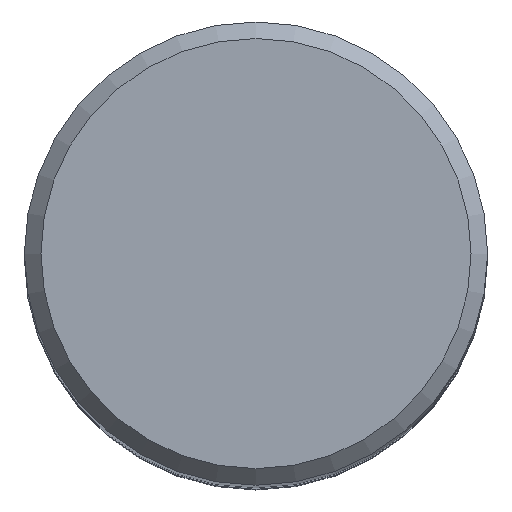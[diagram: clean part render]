
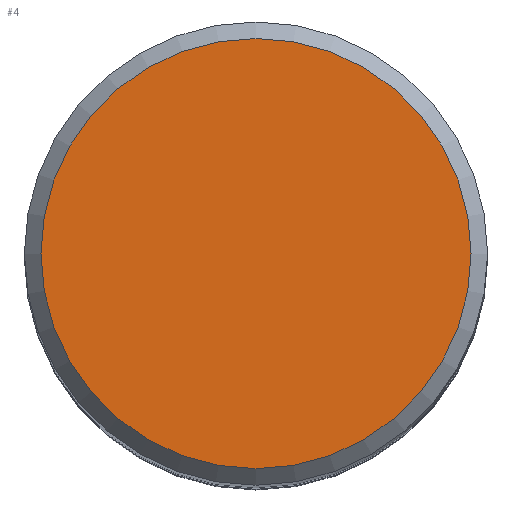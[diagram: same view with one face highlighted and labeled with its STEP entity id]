
A CAD part, top view. The second image highlights one B-rep face of the part: STEP entity #4.
In plain terms, the highlighted planar face has unit normal (0, 0, 1).
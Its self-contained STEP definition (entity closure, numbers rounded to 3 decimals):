
#3 = AXIS2_PLACEMENT_3D ( 'NONE', #90, #107, #237 ) ;
#4 = ADVANCED_FACE ( 'NONE', ( #238 ), #88, .F. ) ;
#5 = DIRECTION ( 'NONE',  ( 0., 0., -1. ) ) ;
#37 = ORIENTED_EDGE ( 'NONE', *, *, #79, .F. ) ;
#53 = DIRECTION ( 'NONE',  ( 0., 1., 0. ) ) ;
#55 = CIRCLE ( 'NONE', #170, 6.5 ) ;
#79 = EDGE_CURVE ( 'NONE', #216, #216, #55, .T. ) ;
#88 = PLANE ( 'NONE',  #3 ) ;
#90 = CARTESIAN_POINT ( 'NONE',  ( 0., 0., 83. ) ) ;
#107 = DIRECTION ( 'NONE',  ( 0., 0., -1. ) ) ;
#127 = CARTESIAN_POINT ( 'NONE',  ( 0., 6.5, 83. ) ) ;
#131 = EDGE_LOOP ( 'NONE', ( #37 ) ) ;
#170 = AXIS2_PLACEMENT_3D ( 'NONE', #183, #5, #53 ) ;
#183 = CARTESIAN_POINT ( 'NONE',  ( 0., 0., 83. ) ) ;
#216 = VERTEX_POINT ( 'NONE', #127 ) ;
#237 = DIRECTION ( 'NONE',  ( 0., 1., 0. ) ) ;
#238 = FACE_OUTER_BOUND ( 'NONE', #131, .T. ) ;
